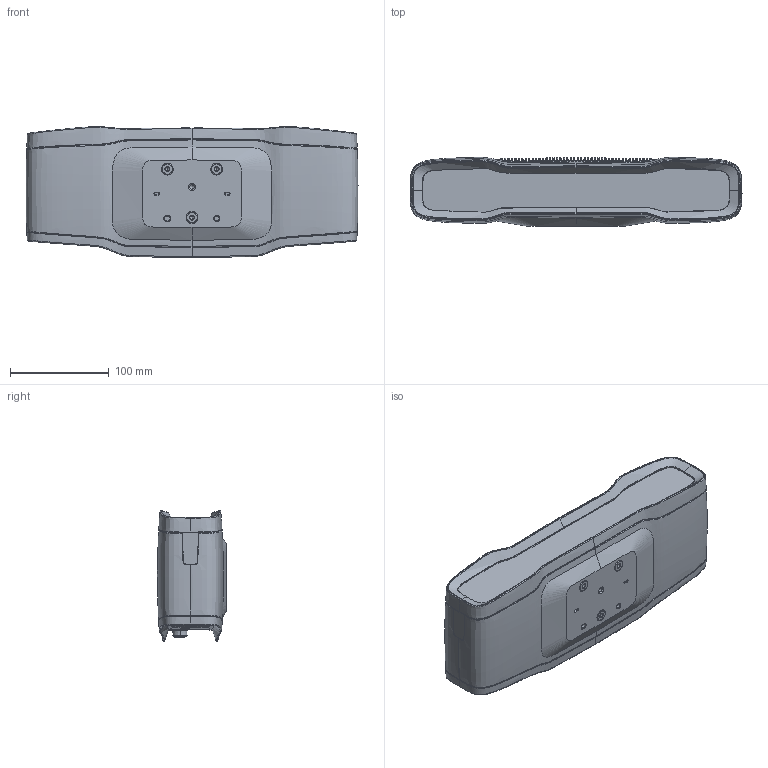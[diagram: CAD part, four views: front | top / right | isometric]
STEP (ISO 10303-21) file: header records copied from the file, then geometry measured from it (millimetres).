
FILE_DESCRIPTION (( 'STEP AP203' ), '1' );
FILE_NAME ('Zivid 3.STEP', '2025-11-02T10:55:56', ( '' ), ( '' ), 'SwSTEP 2.0', 'SolidWorks 2024', '' );
FILE_SCHEMA (( 'CONFIG_CONTROL_DESIGN' ));
Products named in the file (1): Zivid 3
Bounding box: 335.58 x 69.82 x 132.44 mm (x, y, z)
Volume: 2225876.8 mm3; surface area: 168558.2 mm2
Topology: 1 solids, 1 shells, 2577 faces, 6217 edges, 3647 vertices
Faces by surface type: bspline 2152, plane 199, torus 89, cylinder 71, cone 60, sphere 6
Entity records: 244073 total; most frequent: CARTESIAN_POINT 202756, ORIENTED_EDGE 12406, EDGE_CURVE 6203, B_SPLINE_CURVE_WITH_KNOTS 4267, VERTEX_POINT 3647, DIRECTION 2896, EDGE_LOOP 2596, FACE_OUTER_BOUND 2577
